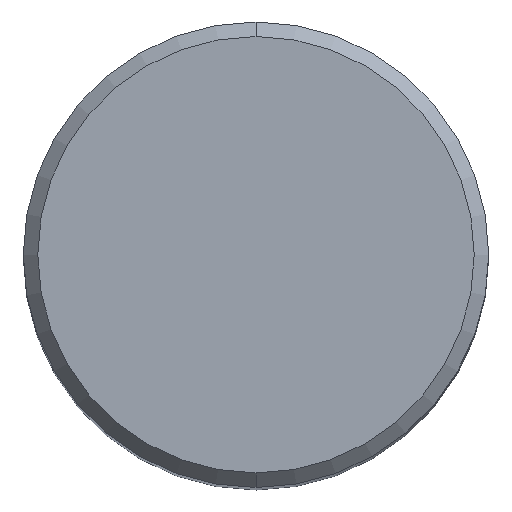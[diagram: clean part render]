
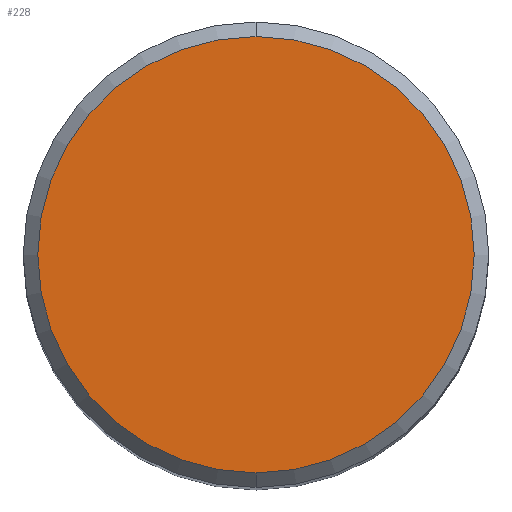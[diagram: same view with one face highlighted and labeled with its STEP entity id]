
A CAD part, top view. The second image highlights one B-rep face of the part: STEP entity #228.
In plain terms, the highlighted planar face has unit normal (0, 0, 1).
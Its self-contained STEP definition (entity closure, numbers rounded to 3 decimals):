
#162=EDGE_CURVE('',#200,#198,#348,.T.);
#198=VERTEX_POINT('',#386);
#200=VERTEX_POINT('',#388);
#228=ADVANCED_FACE('',(#419),#420,.T.);
#262=EDGE_CURVE('',#198,#200,#459,.T.);
#348=CIRCLE('',#553,15.0);
#386=CARTESIAN_POINT('',(0.,-15.0,0.0));
#388=CARTESIAN_POINT('',(0.0,15.0,0.0));
#419=FACE_OUTER_BOUND('',#648,.T.);
#420=PLANE('',#649);
#459=CIRCLE('',#701,15.0);
#553=AXIS2_PLACEMENT_3D('',#800,#801,#802);
#648=EDGE_LOOP('',(#876,#877));
#649=AXIS2_PLACEMENT_3D('',#878,#879,#880);
#701=AXIS2_PLACEMENT_3D('',#935,#936,#937);
#800=CARTESIAN_POINT('',(0.0,0.0,0.0));
#801=DIRECTION('',(0.0,0.0,-1.0));
#802=DIRECTION('',(0.0,1.0,0.0));
#876=ORIENTED_EDGE('',*,*,#162,.F.);
#877=ORIENTED_EDGE('',*,*,#262,.F.);
#878=CARTESIAN_POINT('',(0.0,7.5,0.0));
#879=DIRECTION('',(-0.0,0.0,1.0));
#880=DIRECTION('',(0.0,-1.0,0.0));
#935=CARTESIAN_POINT('',(0.0,0.0,0.0));
#936=DIRECTION('',(0.0,0.0,-1.0));
#937=DIRECTION('',(0.0,1.0,0.0));
